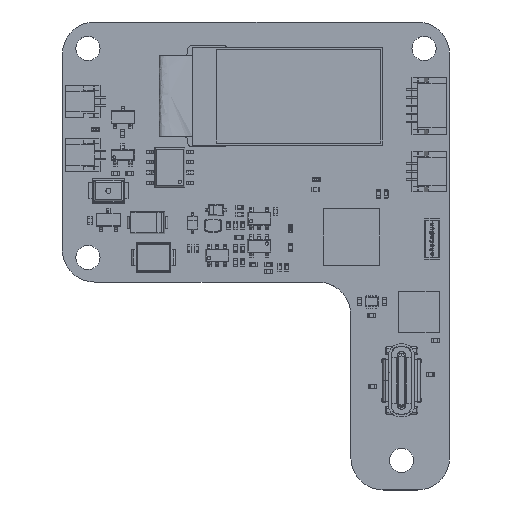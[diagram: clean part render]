
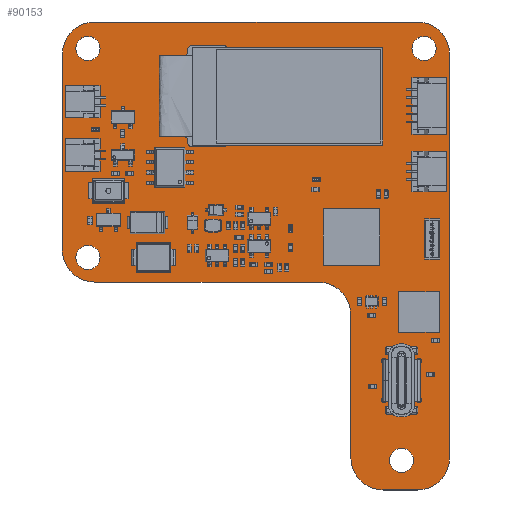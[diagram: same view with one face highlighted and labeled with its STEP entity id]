
A CAD part, top view. The second image highlights one B-rep face of the part: STEP entity #90153.
In plain terms, the highlighted planar face has unit normal (0, 0, 1).
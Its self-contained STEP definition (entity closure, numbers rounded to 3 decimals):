
#3780=FACE_BOUND('',#12540,.T.);
#3781=FACE_BOUND('',#12541,.T.);
#3782=FACE_BOUND('',#12542,.T.);
#3783=FACE_BOUND('',#12543,.T.);
#3784=FACE_BOUND('',#12544,.T.);
#3785=FACE_BOUND('',#12545,.T.);
#3786=FACE_BOUND('',#12546,.T.);
#3787=FACE_BOUND('',#12547,.T.);
#3788=FACE_BOUND('',#12548,.T.);
#3789=FACE_BOUND('',#12549,.T.);
#3861=CIRCLE('',#96021,4.001);
#3863=CIRCLE('',#96025,4.001);
#3865=CIRCLE('',#96029,4.);
#3867=CIRCLE('',#96033,4.029);
#3869=CIRCLE('',#96037,4.01);
#3871=CIRCLE('',#96041,3.988);
#3873=CIRCLE('',#96044,0.35);
#3875=CIRCLE('',#96047,1.5);
#3877=CIRCLE('',#96050,1.5);
#3879=CIRCLE('',#96053,0.35);
#3881=CIRCLE('',#96056,1.5);
#3883=CIRCLE('',#96059,0.33);
#3885=CIRCLE('',#96062,0.35);
#3887=CIRCLE('',#96065,0.29);
#3889=CIRCLE('',#96068,0.35);
#3891=CIRCLE('',#96071,1.5);
#7524=FACE_OUTER_BOUND('',#12539,.T.);
#12539=EDGE_LOOP('',(#60696,#60697,#60698,#60699,#60700,#60701,#60702,#60703,
#60704,#60705,#60706,#60707));
#12540=EDGE_LOOP('',(#60708));
#12541=EDGE_LOOP('',(#60709));
#12542=EDGE_LOOP('',(#60710));
#12543=EDGE_LOOP('',(#60711));
#12544=EDGE_LOOP('',(#60712));
#12545=EDGE_LOOP('',(#60713));
#12546=EDGE_LOOP('',(#60714));
#12547=EDGE_LOOP('',(#60715));
#12548=EDGE_LOOP('',(#60716));
#12549=EDGE_LOOP('',(#60717));
#17603=LINE('',#129772,#27996);
#17607=LINE('',#129784,#28000);
#17611=LINE('',#129796,#28004);
#17615=LINE('',#129808,#28008);
#17619=LINE('',#129820,#28012);
#17623=LINE('',#129832,#28016);
#27996=VECTOR('',#103810,1.);
#28000=VECTOR('',#103822,1.);
#28004=VECTOR('',#103834,1.);
#28008=VECTOR('',#103846,1.);
#28012=VECTOR('',#103858,1.);
#28016=VECTOR('',#103870,1.);
#38389=VERTEX_POINT('',#129769);
#38390=VERTEX_POINT('',#129771);
#38392=VERTEX_POINT('',#129777);
#38394=VERTEX_POINT('',#129783);
#38396=VERTEX_POINT('',#129789);
#38398=VERTEX_POINT('',#129795);
#38400=VERTEX_POINT('',#129801);
#38402=VERTEX_POINT('',#129807);
#38404=VERTEX_POINT('',#129813);
#38406=VERTEX_POINT('',#129819);
#38408=VERTEX_POINT('',#129825);
#38410=VERTEX_POINT('',#129831);
#38412=VERTEX_POINT('',#129840);
#38414=VERTEX_POINT('',#129846);
#38416=VERTEX_POINT('',#129852);
#38418=VERTEX_POINT('',#129858);
#38420=VERTEX_POINT('',#129864);
#38422=VERTEX_POINT('',#129870);
#38424=VERTEX_POINT('',#129876);
#38426=VERTEX_POINT('',#129882);
#38428=VERTEX_POINT('',#129888);
#38430=VERTEX_POINT('',#129894);
#47193=EDGE_CURVE('',#38389,#38390,#17603,.T.);
#47196=EDGE_CURVE('',#38390,#38392,#3861,.T.);
#47199=EDGE_CURVE('',#38392,#38394,#17607,.T.);
#47202=EDGE_CURVE('',#38394,#38396,#3863,.T.);
#47205=EDGE_CURVE('',#38396,#38398,#17611,.T.);
#47208=EDGE_CURVE('',#38398,#38400,#3865,.T.);
#47211=EDGE_CURVE('',#38400,#38402,#17615,.T.);
#47214=EDGE_CURVE('',#38402,#38404,#3867,.T.);
#47217=EDGE_CURVE('',#38404,#38406,#17619,.T.);
#47220=EDGE_CURVE('',#38406,#38408,#3869,.T.);
#47223=EDGE_CURVE('',#38408,#38410,#17623,.T.);
#47226=EDGE_CURVE('',#38410,#38389,#3871,.T.);
#47228=EDGE_CURVE('',#38412,#38412,#3873,.T.);
#47231=EDGE_CURVE('',#38414,#38414,#3875,.T.);
#47234=EDGE_CURVE('',#38416,#38416,#3877,.T.);
#47237=EDGE_CURVE('',#38418,#38418,#3879,.T.);
#47240=EDGE_CURVE('',#38420,#38420,#3881,.T.);
#47243=EDGE_CURVE('',#38422,#38422,#3883,.T.);
#47246=EDGE_CURVE('',#38424,#38424,#3885,.T.);
#47249=EDGE_CURVE('',#38426,#38426,#3887,.T.);
#47252=EDGE_CURVE('',#38428,#38428,#3889,.T.);
#47255=EDGE_CURVE('',#38430,#38430,#3891,.T.);
#60696=ORIENTED_EDGE('',*,*,#47193,.F.);
#60697=ORIENTED_EDGE('',*,*,#47226,.F.);
#60698=ORIENTED_EDGE('',*,*,#47223,.F.);
#60699=ORIENTED_EDGE('',*,*,#47220,.F.);
#60700=ORIENTED_EDGE('',*,*,#47217,.F.);
#60701=ORIENTED_EDGE('',*,*,#47214,.F.);
#60702=ORIENTED_EDGE('',*,*,#47211,.F.);
#60703=ORIENTED_EDGE('',*,*,#47208,.F.);
#60704=ORIENTED_EDGE('',*,*,#47205,.F.);
#60705=ORIENTED_EDGE('',*,*,#47202,.F.);
#60706=ORIENTED_EDGE('',*,*,#47199,.F.);
#60707=ORIENTED_EDGE('',*,*,#47196,.F.);
#60708=ORIENTED_EDGE('',*,*,#47228,.F.);
#60709=ORIENTED_EDGE('',*,*,#47231,.F.);
#60710=ORIENTED_EDGE('',*,*,#47234,.F.);
#60711=ORIENTED_EDGE('',*,*,#47237,.F.);
#60712=ORIENTED_EDGE('',*,*,#47240,.F.);
#60713=ORIENTED_EDGE('',*,*,#47243,.F.);
#60714=ORIENTED_EDGE('',*,*,#47246,.F.);
#60715=ORIENTED_EDGE('',*,*,#47249,.F.);
#60716=ORIENTED_EDGE('',*,*,#47252,.F.);
#60717=ORIENTED_EDGE('',*,*,#47255,.F.);
#86734=PLANE('',#96074);
#90153=ADVANCED_FACE('',(#7524,#3780,#3781,#3782,#3783,#3784,#3785,#3786,
#3787,#3788,#3789),#86734,.F.);
#96021=AXIS2_PLACEMENT_3D('',#129778,#103815,#103816);
#96025=AXIS2_PLACEMENT_3D('',#129790,#103827,#103828);
#96029=AXIS2_PLACEMENT_3D('',#129802,#103839,#103840);
#96033=AXIS2_PLACEMENT_3D('',#129814,#103851,#103852);
#96037=AXIS2_PLACEMENT_3D('',#129826,#103863,#103864);
#96041=AXIS2_PLACEMENT_3D('',#129837,#103875,#103876);
#96044=AXIS2_PLACEMENT_3D('',#129841,#103881,#103882);
#96047=AXIS2_PLACEMENT_3D('',#129847,#103888,#103889);
#96050=AXIS2_PLACEMENT_3D('',#129853,#103895,#103896);
#96053=AXIS2_PLACEMENT_3D('',#129859,#103902,#103903);
#96056=AXIS2_PLACEMENT_3D('',#129865,#103909,#103910);
#96059=AXIS2_PLACEMENT_3D('',#129871,#103916,#103917);
#96062=AXIS2_PLACEMENT_3D('',#129877,#103923,#103924);
#96065=AXIS2_PLACEMENT_3D('',#129883,#103930,#103931);
#96068=AXIS2_PLACEMENT_3D('',#129889,#103937,#103938);
#96071=AXIS2_PLACEMENT_3D('',#129895,#103944,#103945);
#96074=AXIS2_PLACEMENT_3D('',#129900,#103951,#103952);
#103810=DIRECTION('',(0.,1.,0.));
#103815=DIRECTION('center_axis',(0.,0.,-1.));
#103816=DIRECTION('ref_axis',(-1.,0.,0.));
#103822=DIRECTION('',(1.,0.,0.));
#103827=DIRECTION('center_axis',(0.,0.,-1.));
#103828=DIRECTION('ref_axis',(0.,1.,0.));
#103834=DIRECTION('',(0.,-1.,0.));
#103839=DIRECTION('center_axis',(0.,0.,-1.));
#103840=DIRECTION('ref_axis',(1.,0.,0.));
#103846=DIRECTION('',(-1.,0.,0.));
#103851=DIRECTION('center_axis',(0.,0.,-1.));
#103852=DIRECTION('ref_axis',(-0.003,-1.,0.));
#103858=DIRECTION('',(0.,1.,0.));
#103863=DIRECTION('center_axis',(0.,0.,1.));
#103864=DIRECTION('ref_axis',(1.,0.001,0.));
#103870=DIRECTION('',(-1.,0.,0.));
#103875=DIRECTION('center_axis',(0.,0.,-1.));
#103876=DIRECTION('ref_axis',(0.001,-1.,0.));
#103881=DIRECTION('center_axis',(0.,0.,1.));
#103882=DIRECTION('ref_axis',(1.,0.,0.));
#103888=DIRECTION('center_axis',(0.,0.,1.));
#103889=DIRECTION('ref_axis',(1.,0.,0.));
#103895=DIRECTION('center_axis',(0.,0.,1.));
#103896=DIRECTION('ref_axis',(1.,0.,0.));
#103902=DIRECTION('center_axis',(0.,0.,1.));
#103903=DIRECTION('ref_axis',(1.,0.,0.));
#103909=DIRECTION('center_axis',(0.,0.,1.));
#103910=DIRECTION('ref_axis',(1.,0.,0.));
#103916=DIRECTION('center_axis',(0.,0.,1.));
#103917=DIRECTION('ref_axis',(1.,0.,0.));
#103923=DIRECTION('center_axis',(0.,0.,1.));
#103924=DIRECTION('ref_axis',(1.,0.,0.));
#103930=DIRECTION('center_axis',(0.,0.,1.));
#103931=DIRECTION('ref_axis',(1.,0.,0.));
#103937=DIRECTION('center_axis',(0.,0.,1.));
#103938=DIRECTION('ref_axis',(1.,0.,0.));
#103944=DIRECTION('center_axis',(0.,0.,1.));
#103945=DIRECTION('ref_axis',(1.,0.,0.));
#103951=DIRECTION('center_axis',(0.,0.,-1.));
#103952=DIRECTION('ref_axis',(-1.,0.,0.));
#129769=CARTESIAN_POINT('',(-24.,4.008,1.061));
#129771=CARTESIAN_POINT('',(-24.,28.237,1.061));
#129772=CARTESIAN_POINT('',(-24.,4.008,1.061));
#129777=CARTESIAN_POINT('',(-20.,32.237,1.061));
#129778=CARTESIAN_POINT('Origin',(-19.999,28.236,1.061));
#129783=CARTESIAN_POINT('',(20.,32.237,1.061));
#129784=CARTESIAN_POINT('',(-20.,32.237,1.061));
#129789=CARTESIAN_POINT('',(24.,28.237,1.061));
#129790=CARTESIAN_POINT('Origin',(19.999,28.236,1.061));
#129795=CARTESIAN_POINT('',(24.,-21.763,1.061));
#129796=CARTESIAN_POINT('',(24.,28.237,1.061));
#129801=CARTESIAN_POINT('',(20.,-25.763,1.061));
#129802=CARTESIAN_POINT('Origin',(20.,-21.763,1.061));
#129807=CARTESIAN_POINT('',(15.766,-25.763,1.061));
#129808=CARTESIAN_POINT('',(20.,-25.763,1.061));
#129813=CARTESIAN_POINT('',(11.748,-21.781,1.061));
#129814=CARTESIAN_POINT('Origin',(15.777,-21.734,1.061));
#129819=CARTESIAN_POINT('',(11.743,-4.005,1.061));
#129820=CARTESIAN_POINT('',(11.748,-21.781,1.061));
#129825=CARTESIAN_POINT('',(7.743,0.,1.061));
#129826=CARTESIAN_POINT('Origin',(7.733,-4.01,1.061));
#129831=CARTESIAN_POINT('',(-20.008,0.008,1.061));
#129832=CARTESIAN_POINT('',(7.743,0.,1.061));
#129837=CARTESIAN_POINT('Origin',(-20.012,3.996,1.061));
#129840=CARTESIAN_POINT('',(15.534,-14.592,1.061));
#129841=CARTESIAN_POINT('Origin',(15.884,-14.592,1.061));
#129846=CARTESIAN_POINT('',(16.534,-22.098,1.061));
#129847=CARTESIAN_POINT('Origin',(18.034,-22.098,1.061));
#129852=CARTESIAN_POINT('',(-22.328,28.956,1.061));
#129853=CARTESIAN_POINT('Origin',(-20.828,28.956,1.061));
#129858=CARTESIAN_POINT('',(15.534,-9.792,1.061));
#129859=CARTESIAN_POINT('Origin',(15.884,-9.792,1.061));
#129864=CARTESIAN_POINT('',(-22.328,3.048,1.061));
#129865=CARTESIAN_POINT('Origin',(-20.828,3.048,1.061));
#129870=CARTESIAN_POINT('',(17.704,-15.942,1.061));
#129871=CARTESIAN_POINT('Origin',(18.034,-15.942,1.061));
#129876=CARTESIAN_POINT('',(19.834,-14.592,1.061));
#129877=CARTESIAN_POINT('Origin',(20.184,-14.592,1.061));
#129882=CARTESIAN_POINT('',(17.744,-8.442,1.061));
#129883=CARTESIAN_POINT('Origin',(18.034,-8.442,1.061));
#129888=CARTESIAN_POINT('',(19.834,-9.792,1.061));
#129889=CARTESIAN_POINT('Origin',(20.184,-9.792,1.061));
#129894=CARTESIAN_POINT('',(19.328,28.956,1.061));
#129895=CARTESIAN_POINT('Origin',(20.828,28.956,1.061));
#129900=CARTESIAN_POINT('Origin',(4.367,7.873,1.061));
